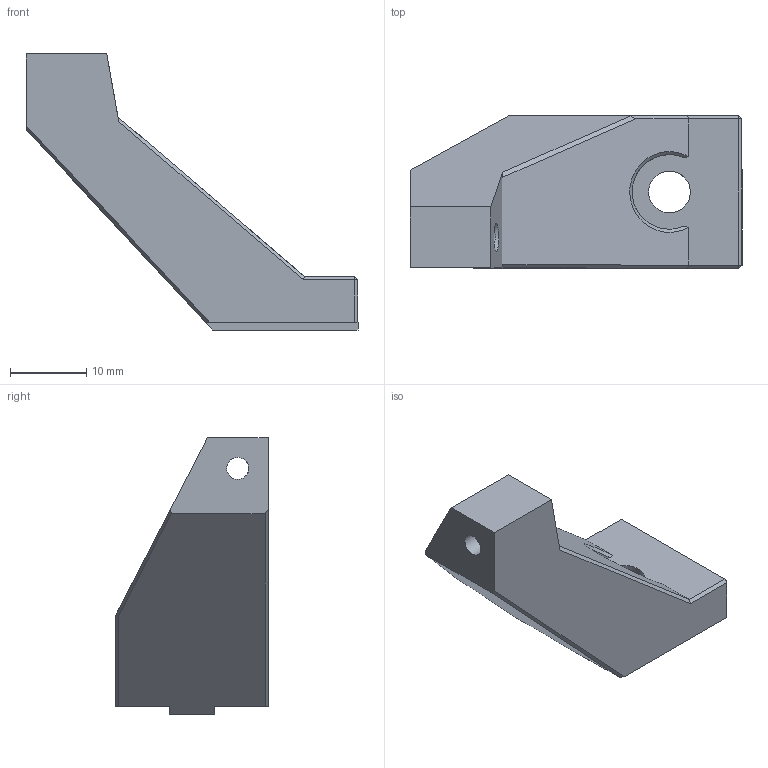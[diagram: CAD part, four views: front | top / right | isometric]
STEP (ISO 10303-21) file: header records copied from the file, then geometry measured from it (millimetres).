
FILE_DESCRIPTION(('FreeCAD Model'),'2;1');
FILE_NAME('Open CASCADE Shape Model','2024-03-25T18:29:39',(''),(''), 'Open CASCADE STEP processor 7.6','FreeCAD','Unknown');
FILE_SCHEMA(('AUTOMOTIVE_DESIGN { 1 0 10303 214 1 1 1 1 }'));
Length unit declared in the file: millimetre
Products named in the file (1): Lift_Trigger-Body
Bounding box: 43.6 x 20 x 36.25 mm (x, y, z)
Volume: 9263.9 mm3; surface area: 3519.3 mm2
Topology: 1 solids, 1 shells, 33 faces, 91 edges, 60 vertices
Faces by surface type: plane 28, cylinder 3, bspline 2
Full cylindrical faces by diameter (mm): 2.9 x1, 5.5 x1
Entity records: 2615 total; most frequent: CARTESIAN_POINT 772, DIRECTION 328, LINE 244, VECTOR 244, ORIENTED_EDGE 182, PCURVE 182, DEFINITIONAL_REPRESENTATION 182, EDGE_CURVE 91
